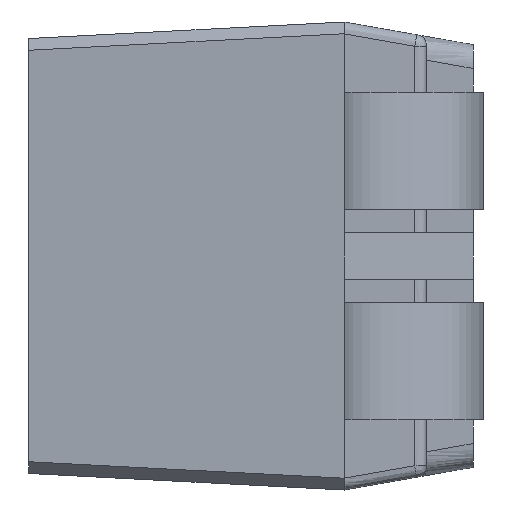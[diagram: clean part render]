
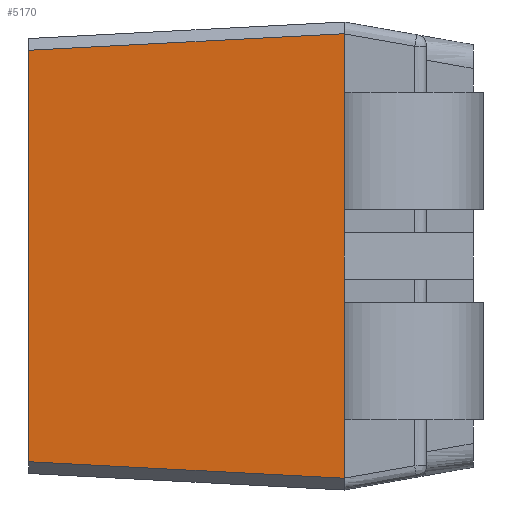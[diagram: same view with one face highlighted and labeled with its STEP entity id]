
A CAD part, left-side view. The second image highlights one B-rep face of the part: STEP entity #5170.
In plain terms, the highlighted planar face has unit normal (-0.999, 0.052, 0).
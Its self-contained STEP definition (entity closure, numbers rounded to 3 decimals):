
#118 = VERTEX_POINT ( 'NONE', #3126 ) ;
#199 = CARTESIAN_POINT ( 'NONE',  ( -1.1, 0., 0.95 ) ) ;
#425 = CARTESIAN_POINT ( 'NONE',  ( -1.1, -0.003, -0.95 ) ) ;
#495 = CARTESIAN_POINT ( 'NONE',  ( -1.029, 1.35, -0.879 ) ) ;
#542 = CARTESIAN_POINT ( 'NONE',  ( -1.1, 0., -1. ) ) ;
#594 = VECTOR ( 'NONE', #4517, 1000. ) ;
#616 = LINE ( 'NONE', #542, #5121 ) ;
#711 = DIRECTION ( 'NONE',  ( -0.052, -0.999, 0. ) ) ;
#865 = LINE ( 'NONE', #4058, #4442 ) ;
#884 = FACE_OUTER_BOUND ( 'NONE', #4693, .T. ) ;
#887 = CARTESIAN_POINT ( 'NONE',  ( -1.1, 0., -1. ) ) ;
#957 = VERTEX_POINT ( 'NONE', #1408 ) ;
#992 = ORIENTED_EDGE ( 'NONE', *, *, #1237, .T. ) ;
#1118 = VECTOR ( 'NONE', #4256, 1000. ) ;
#1190 = DIRECTION ( 'NONE',  ( -0.999, 0.052, 0. ) ) ;
#1237 = EDGE_CURVE ( 'NONE', #3012, #957, #2275, .T. ) ;
#1408 = CARTESIAN_POINT ( 'NONE',  ( -1.1, 0., -0.95 ) ) ;
#1580 = ORIENTED_EDGE ( 'NONE', *, *, #5250, .F. ) ;
#1581 = EDGE_CURVE ( 'NONE', #3012, #3137, #2864, .T. ) ;
#2203 = EDGE_CURVE ( 'NONE', #957, #3205, #616, .T. ) ;
#2212 = VECTOR ( 'NONE', #5082, 1000. ) ;
#2272 = LINE ( 'NONE', #2945, #2212 ) ;
#2275 = LINE ( 'NONE', #425, #5233 ) ;
#2565 = ORIENTED_EDGE ( 'NONE', *, *, #1581, .F. ) ;
#2573 = DIRECTION ( 'NONE',  ( -0.052, -0.997, -0.052 ) ) ;
#2661 = DIRECTION ( 'NONE',  ( 0., 0., 1. ) ) ;
#2864 = LINE ( 'NONE', #3556, #594 ) ;
#2942 = AXIS2_PLACEMENT_3D ( 'NONE', #4187, #1190, #711 ) ;
#2945 = CARTESIAN_POINT ( 'NONE',  ( -1.1, 0., 1. ) ) ;
#3012 = VERTEX_POINT ( 'NONE', #495 ) ;
#3100 = CARTESIAN_POINT ( 'NONE',  ( -1.029, 1.35, 0.879 ) ) ;
#3123 = VERTEX_POINT ( 'NONE', #199 ) ;
#3126 = CARTESIAN_POINT ( 'NONE',  ( -1.1, 0., 0.1 ) ) ;
#3137 = VERTEX_POINT ( 'NONE', #3100 ) ;
#3205 = VERTEX_POINT ( 'NONE', #5401 ) ;
#3537 = ORIENTED_EDGE ( 'NONE', *, *, #2203, .T. ) ;
#3556 = CARTESIAN_POINT ( 'NONE',  ( -1.029, 1.35, -1. ) ) ;
#3560 = DIRECTION ( 'NONE',  ( 0.052, 0.997, -0.052 ) ) ;
#3644 = PLANE ( 'NONE',  #2942 ) ;
#4058 = CARTESIAN_POINT ( 'NONE',  ( -1.095, 0.102, 0.945 ) ) ;
#4187 = CARTESIAN_POINT ( 'NONE',  ( -1.1, 0., -1. ) ) ;
#4225 = ORIENTED_EDGE ( 'NONE', *, *, #4825, .T. ) ;
#4256 = DIRECTION ( 'NONE',  ( 0., 0., 1. ) ) ;
#4365 = EDGE_CURVE ( 'NONE', #3123, #3137, #865, .T. ) ;
#4442 = VECTOR ( 'NONE', #3560, 1000. ) ;
#4517 = DIRECTION ( 'NONE',  ( 0., 0., 1. ) ) ;
#4693 = EDGE_LOOP ( 'NONE', ( #1580, #4806, #2565, #992, #3537, #4225 ) ) ;
#4806 = ORIENTED_EDGE ( 'NONE', *, *, #4365, .T. ) ;
#4825 = EDGE_CURVE ( 'NONE', #3205, #118, #5342, .T. ) ;
#5082 = DIRECTION ( 'NONE',  ( 0., 0., -1. ) ) ;
#5121 = VECTOR ( 'NONE', #2661, 1000. ) ;
#5170 = ADVANCED_FACE ( 'NONE', ( #884 ), #3644, .T. ) ;
#5233 = VECTOR ( 'NONE', #2573, 1000. ) ;
#5250 = EDGE_CURVE ( 'NONE', #3123, #118, #2272, .T. ) ;
#5342 = LINE ( 'NONE', #887, #1118 ) ;
#5401 = CARTESIAN_POINT ( 'NONE',  ( -1.1, 0., -0.1 ) ) ;
